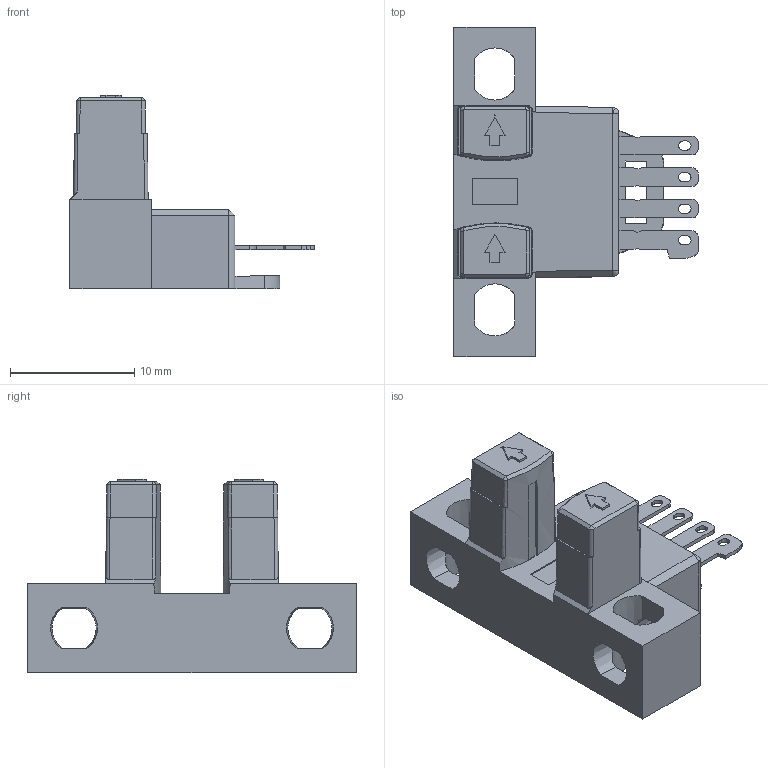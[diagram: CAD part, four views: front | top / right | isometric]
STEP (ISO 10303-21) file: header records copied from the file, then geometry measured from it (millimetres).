
FILE_DESCRIPTION(/* description */ (''),/* implementation_level */ '2;1');
FILE_NAME(/* name */ '',/* time_stamp */ '2021-09-15T18:15:42+08:00',/* author */ (''),/* organization */ (''),/* preprocessor_version */ 'ST-DEVELOPER v14',/* originating_system */ 'SIEMENS PLM Software NX 8.0',/* authorisation */ '');
FILE_SCHEMA (('AUTOMOTIVE_DESIGN { 1 0 10303 214 3 1 1 1 }'));
Length unit declared in the file: millimetre
Products named in the file (1): Admi1920E3A4gc8b
Bounding box: 19.68 x 26.5 x 15.6 mm (x, y, z)
Volume: 1997.7 mm3; surface area: 1691.9 mm2
Topology: 1 solids, 1 shells, 215 faces, 601 edges, 390 vertices
Faces by surface type: plane 136, cylinder 39, cone 22, bspline 18
Entity records: 8115 total; most frequent: CARTESIAN_POINT 2212, ORIENTED_EDGE 1198, DIRECTION 1037, EDGE_CURVE 599, VERTEX_POINT 390, AXIS2_PLACEMENT_3D 346, LINE 345, VECTOR 345
